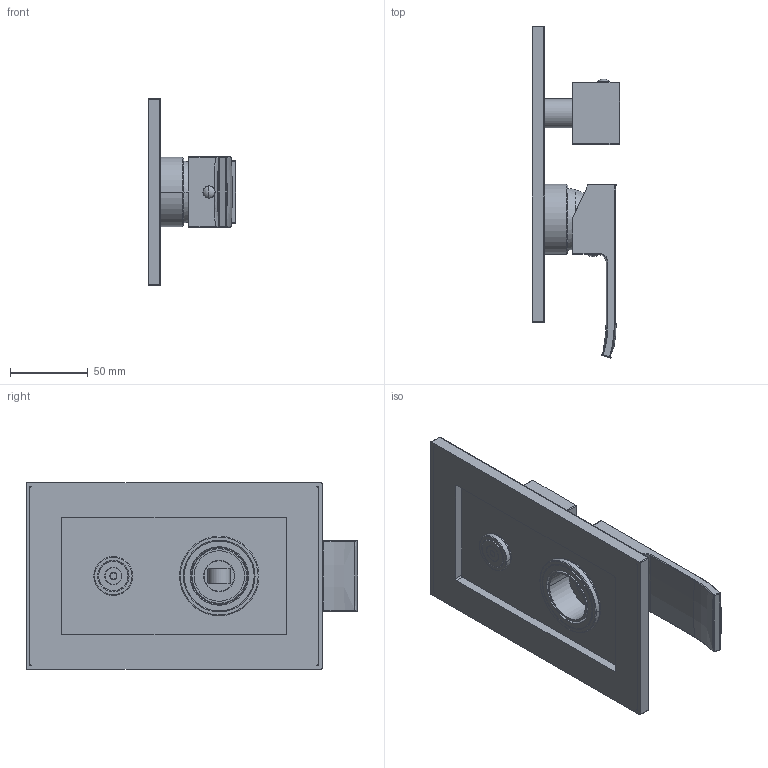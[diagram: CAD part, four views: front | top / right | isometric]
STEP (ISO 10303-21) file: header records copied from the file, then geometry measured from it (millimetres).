
FILE_DESCRIPTION((''),'2;1');
FILE_NAME('LES018CR','2021-05-04T09:51:39',('ut3'),('PAFFONI SpA'),'CREO PARAMETRIC BY PTC INC, 2020044','CREO PARAMETRIC BY PTC INC, 2020044','');
FILE_SCHEMA(('CONFIG_CONTROL_DESIGN','SHAPE_APPEARANCE_LAYERS_GROUPS'));
Length unit declared in the file: millimetre
Products named in the file (1): LES018CR
Bounding box: 56.39 x 213.03 x 120 mm (x, y, z)
Volume: 217003.6 mm3; surface area: 114804.2 mm2
Topology: 4 solids, 4 shells, 1086 faces, 2823 edges, 1778 vertices
Faces by surface type: plane 605, cylinder 286, torus 109, cone 53, sphere 18, bspline 15
Entity records: 43994 total; most frequent: CARTESIAN_POINT 9870, ORIENTED_EDGE 5634, DIRECTION 5422, EDGE_CURVE 2817, AXIS2_PLACEMENT_3D 1930, VERTEX_POINT 1778, VECTOR 1562, LINE 1562
